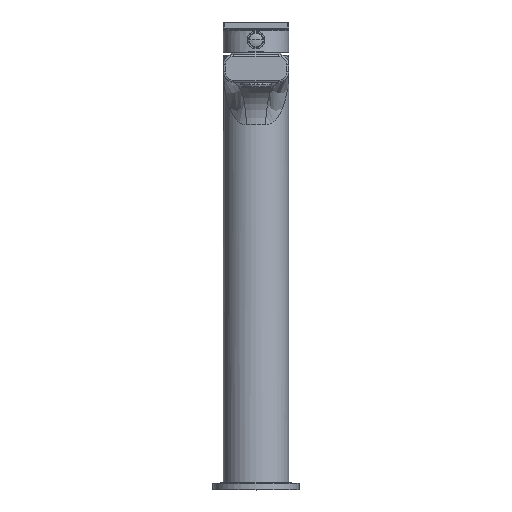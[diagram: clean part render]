
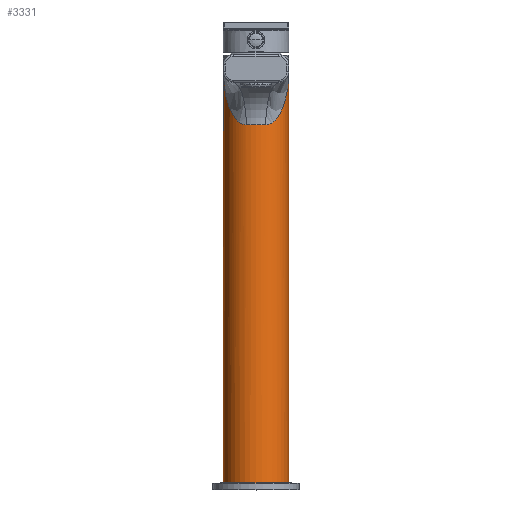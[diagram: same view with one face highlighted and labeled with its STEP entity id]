
A CAD part, top view. The second image highlights one B-rep face of the part: STEP entity #3331.
In plain terms, the highlighted cylindrical face has radius 19 mm (diameter 38 mm), a partial arc.
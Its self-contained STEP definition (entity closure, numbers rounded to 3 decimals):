
#15=DIRECTION('',(0.,1.,0.));
#16=VECTOR('',#15,238.5);
#17=CARTESIAN_POINT('',(19.,0.,0.));
#18=LINE('',#17,#16);
#19=CARTESIAN_POINT('',(0.,0.,0.));
#20=DIRECTION('',(0.,-1.,0.));
#21=DIRECTION('',(1.,0.,0.));
#22=AXIS2_PLACEMENT_3D('',#19,#20,#21);
#24=DIRECTION('',(0.,1.,0.));
#25=VECTOR('',#24,238.5);
#26=CARTESIAN_POINT('',(-19.,0.,0.));
#27=LINE('',#26,#25);
#28=CARTESIAN_POINT('',(-19.,238.5,0.));
#29=CARTESIAN_POINT('',(-19.,237.418,0.564));
#30=CARTESIAN_POINT('',(-18.95,235.352,1.642));
#31=CARTESIAN_POINT('',(-18.763,232.565,3.1));
#32=CARTESIAN_POINT('',(-18.495,230.054,4.418));
#33=CARTESIAN_POINT('',(-18.153,227.706,5.657));
#34=CARTESIAN_POINT('',(-17.727,225.407,6.879));
#35=CARTESIAN_POINT('',(-17.205,223.135,8.099));
#36=CARTESIAN_POINT('',(-16.592,220.945,9.29));
#37=CARTESIAN_POINT('',(-15.915,218.931,10.404));
#38=CARTESIAN_POINT('',(-15.224,217.187,11.386));
#39=CARTESIAN_POINT('',(-14.545,215.705,12.24));
#40=CARTESIAN_POINT('',(-13.833,214.35,13.04));
#41=CARTESIAN_POINT('',(-13.029,213.028,13.845));
#42=CARTESIAN_POINT('',(-12.132,211.781,14.639));
#43=CARTESIAN_POINT('',(-11.149,210.65,15.403));
#44=CARTESIAN_POINT('',(-10.052,209.647,16.142));
#45=CARTESIAN_POINT('',(-8.845,208.818,16.839));
#46=CARTESIAN_POINT('',(-7.348,208.165,17.55));
#47=CARTESIAN_POINT('',(-6.256,208.,17.951));
#48=CARTESIAN_POINT('',(-5.678,208.,18.132));
#50=CARTESIAN_POINT('',(0.,208.,0.));
#51=DIRECTION('',(0.,1.,0.));
#52=DIRECTION('',(-0.299,0.,0.954));
#53=AXIS2_PLACEMENT_3D('',#50,#51,#52);
#55=CARTESIAN_POINT('',(5.678,208.,18.132));
#56=CARTESIAN_POINT('',(6.023,208.,18.024));
#57=CARTESIAN_POINT('',(6.682,208.062,17.795));
#58=CARTESIAN_POINT('',(7.549,208.282,17.444));
#59=CARTESIAN_POINT('',(8.383,208.615,17.059));
#60=CARTESIAN_POINT('',(9.168,209.047,16.649));
#61=CARTESIAN_POINT('',(9.905,209.559,16.221));
#62=CARTESIAN_POINT('',(10.59,210.133,15.782));
#63=CARTESIAN_POINT('',(11.247,210.776,15.321));
#64=CARTESIAN_POINT('',(11.91,211.524,14.812));
#65=CARTESIAN_POINT('',(12.593,212.408,14.238));
#66=CARTESIAN_POINT('',(13.279,213.427,13.601));
#67=CARTESIAN_POINT('',(13.96,214.582,12.902));
#68=CARTESIAN_POINT('',(14.652,215.924,12.113));
#69=CARTESIAN_POINT('',(15.37,217.529,11.192));
#70=CARTESIAN_POINT('',(16.074,219.373,10.157));
#71=CARTESIAN_POINT('',(16.705,221.331,9.08));
#72=CARTESIAN_POINT('',(17.253,223.342,7.988));
#73=CARTESIAN_POINT('',(17.723,225.4,6.883));
#74=CARTESIAN_POINT('',(18.125,227.543,5.743));
#75=CARTESIAN_POINT('',(18.469,229.848,4.526));
#76=CARTESIAN_POINT('',(18.751,232.42,3.175));
#77=CARTESIAN_POINT('',(18.948,235.295,1.672));
#78=CARTESIAN_POINT('',(19.,237.4,0.574));
#79=CARTESIAN_POINT('',(19.,238.5,0.));
#2826=CARTESIAN_POINT('',(19.,0.,0.));
#2827=CARTESIAN_POINT('',(-19.,0.,0.));
#2828=VERTEX_POINT('',#2826);
#2829=VERTEX_POINT('',#2827);
#2830=CARTESIAN_POINT('',(19.,238.5,0.));
#2831=VERTEX_POINT('',#2830);
#2832=CARTESIAN_POINT('',(-19.,238.5,0.));
#2833=VERTEX_POINT('',#2832);
#2834=VERTEX_POINT('',#55);
#2836=CARTESIAN_POINT('',(-5.679,208.,18.132));
#2837=VERTEX_POINT('',#2836);
#3313=CARTESIAN_POINT('',(0.,-12.425,0.));
#3314=DIRECTION('',(0.,1.,0.));
#3315=DIRECTION('',(1.,0.,0.));
#3316=AXIS2_PLACEMENT_3D('',#3313,#3314,#3315);
#3317=CYLINDRICAL_SURFACE('',#3316,19.);
#3319=ORIENTED_EDGE('',*,*,#3318,.F.);
#3320=ORIENTED_EDGE('',*,*,#3300,.T.);
#3322=ORIENTED_EDGE('',*,*,#3321,.T.);
#3324=ORIENTED_EDGE('',*,*,#3323,.T.);
#3326=ORIENTED_EDGE('',*,*,#3325,.T.);
#3328=ORIENTED_EDGE('',*,*,#3327,.T.);
#3329=EDGE_LOOP('',(#3319,#3320,#3322,#3324,#3326,#3328));
#3330=FACE_OUTER_BOUND('',#3329,.F.);
#3331=ADVANCED_FACE('',(#3330),#3317,.T.);
#23=CIRCLE('',#22,19.);
#49=B_SPLINE_CURVE_WITH_KNOTS('',3,(#28,#29,#30,#31,#32,#33,#34,#35,#36,#37,#38,
#39,#40,#41,#42,#43,#44,#45,#46,#47,#48),.UNSPECIFIED.,.F.,.F.,(4,1,1,1,1,1,1,1,
1,1,1,1,1,1,1,1,1,1,4),(0.,0.056,0.111,
0.167,0.222,0.278,0.333,
0.389,0.444,0.5,0.556,0.611,
0.667,0.722,0.778,0.833,
0.889,0.944,1.),.UNSPECIFIED.);
#54=CIRCLE('',#53,19.);
#80=B_SPLINE_CURVE_WITH_KNOTS('',3,(#55,#56,#57,#58,#59,#60,#61,#62,#63,#64,#65,
#66,#67,#68,#69,#70,#71,#72,#73,#74,#75,#76,#77,#78,#79),.UNSPECIFIED.,.F.,.F.,(
4,1,1,1,1,1,1,1,1,1,1,1,1,1,1,1,1,1,1,1,1,1,4),(0.,0.045,
0.091,0.136,0.182,0.227,
0.273,0.318,0.364,0.409,
0.455,0.5,0.545,0.591,0.636,
0.682,0.727,0.773,0.818,
0.864,0.909,0.955,1.),.UNSPECIFIED.);
#3300=EDGE_CURVE('',#2828,#2829,#23,.T.);
#3318=EDGE_CURVE('',#2828,#2831,#18,.T.);
#3321=EDGE_CURVE('',#2829,#2833,#27,.T.);
#3323=EDGE_CURVE('',#2833,#2837,#49,.T.);
#3325=EDGE_CURVE('',#2837,#2834,#54,.T.);
#3327=EDGE_CURVE('',#2834,#2831,#80,.T.);
